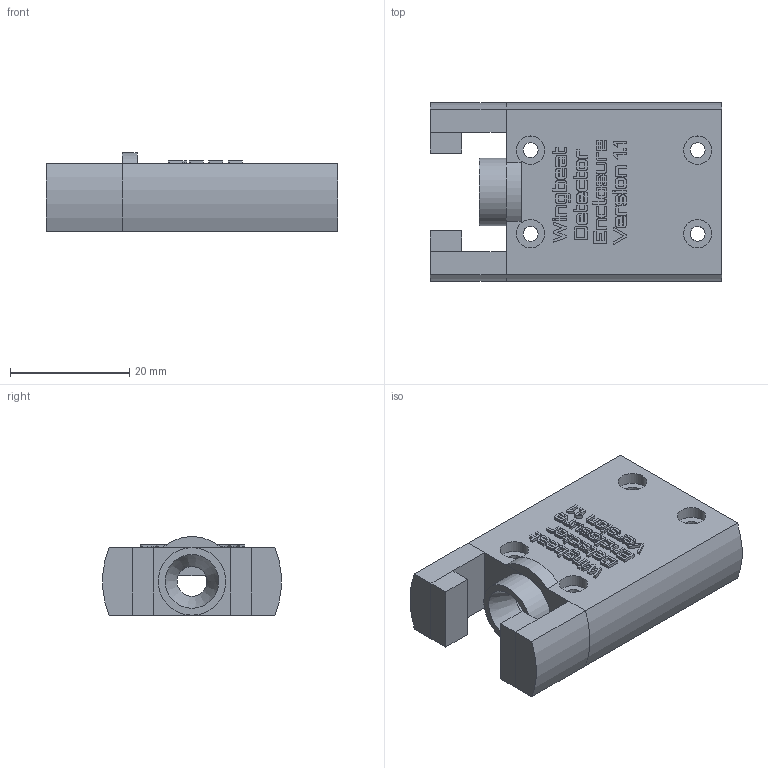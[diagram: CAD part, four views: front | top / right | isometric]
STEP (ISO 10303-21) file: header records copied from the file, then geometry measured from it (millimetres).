
FILE_DESCRIPTION(('FreeCAD Model'),'2;1');
FILE_NAME('Open CASCADE Shape Model','2024-01-22T15:09:42',(''),(''), 'Open CASCADE STEP processor 7.6','FreeCAD','Unknown');
FILE_SCHEMA(('AP242_MANAGED_MODEL_BASED_3D_ENGINEERING_MIM_LF. {1 0 10303 442 1 1 4 }'));
Length unit declared in the file: millimetre
Products named in the file (1): enclosure-top001
Bounding box: 48.77 x 29.91 x 13.13 mm (x, y, z)
Volume: 9324.6 mm3; surface area: 5819.3 mm2
Topology: 1 solids, 1 shells, 796 faces, 2200 edges, 1457 vertices
Faces by surface type: plane 428, extrusion 339, cylinder 28, cone 1
Full cylindrical faces by diameter (mm): 2.5 x4, 4.75 x4, 5 x2, 11.322 x1
Entity records: 27237 total; most frequent: CARTESIAN_POINT 8160, ORIENTED_EDGE 4400, DIRECTION 2833, EDGE_CURVE 2200, VECTOR 1799, LINE 1460, VERTEX_POINT 1457, B_SPLINE_CURVE_WITH_KNOTS 1020
